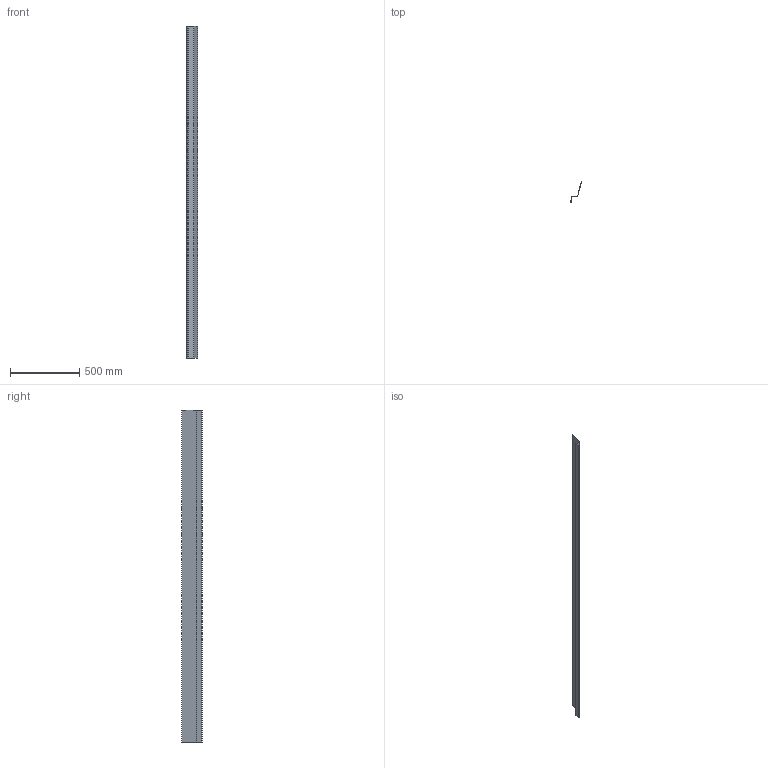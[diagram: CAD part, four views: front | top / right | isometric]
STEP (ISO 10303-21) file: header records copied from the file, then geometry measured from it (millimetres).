
FILE_DESCRIPTION(/* description */ (''),/* implementation_level */ '2;1');
FILE_NAME(/* name */ 'Bottom.stp',/* time_stamp */ '2024-11-27T15:45:59+01:00',/* author */ ('konta'),/* organization */ (''),/* preprocessor_version */ 'ST-DEVELOPER v20',/* originating_system */ 'Autodesk Inventor 2025',/* authorisation */ '');
FILE_SCHEMA (('AUTOMOTIVE_DESIGN { 1 0 10303 214 3 1 1 }'));
Length unit declared in the file: millimetre
Products named in the file (1): Bottom
Bounding box: 79.59 x 147.51 x 2400 mm (x, y, z)
Volume: 391041.5 mm3; surface area: 981769.6 mm2
Topology: 1 solids, 1 shells, 32 faces, 66 edges, 36 vertices
Faces by surface type: plane 26, cylinder 6
Entity records: 857 total; most frequent: DIRECTION 148, CARTESIAN_POINT 135, ORIENTED_EDGE 132, EDGE_CURVE 66, LINE 50, VECTOR 50, AXIS2_PLACEMENT_3D 49, VERTEX_POINT 36
